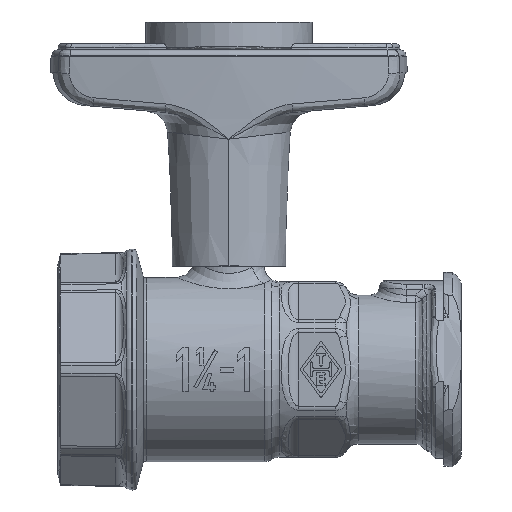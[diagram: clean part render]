
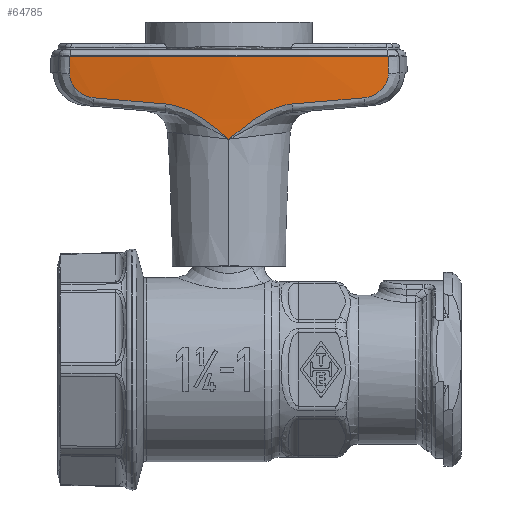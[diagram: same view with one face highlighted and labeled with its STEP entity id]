
A CAD part, top view. The second image highlights one B-rep face of the part: STEP entity #64785.
In plain terms, the highlighted conical face has half-angle 2 degrees and reference radius 199.618 mm.
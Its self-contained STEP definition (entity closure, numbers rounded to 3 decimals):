
#34945=CARTESIAN_POINT('',(0.,71.4,-185.35));
#34946=DIRECTION('',(0.,-1.,0.));
#34947=DIRECTION('',(0.182,0.,0.983));
#34948=AXIS2_PLACEMENT_3D('',#34945,#34946,#34947);
#34983=CARTESIAN_POINT('',(36.365,67.568,11.127));
#34984=CARTESIAN_POINT('',(36.359,67.991,11.143));
#34985=CARTESIAN_POINT('',(36.346,68.841,11.175));
#34986=CARTESIAN_POINT('',(36.327,70.118,11.224));
#34987=CARTESIAN_POINT('',(36.314,70.972,11.257));
#34988=CARTESIAN_POINT('',(36.307,71.4,11.274));
#35184=CARTESIAN_POINT('',(0.,52.517,
13.938));
#35228=CARTESIAN_POINT('',(0.,52.517,
13.938));
#35229=CARTESIAN_POINT('',(0.786,53.205,
13.962));
#35230=CARTESIAN_POINT('',(2.293,54.514,13.999));
#35231=CARTESIAN_POINT('',(4.425,56.21,14.022));
#35232=CARTESIAN_POINT('',(6.428,57.597,14.015));
#35233=CARTESIAN_POINT('',(8.293,58.672,13.983));
#35234=CARTESIAN_POINT('',(10.015,59.466,13.932));
#35235=CARTESIAN_POINT('',(11.611,60.026,13.864));
#35236=CARTESIAN_POINT('',(13.097,60.386,13.785));
#35237=CARTESIAN_POINT('',(14.031,60.515,13.724));
#35238=CARTESIAN_POINT('',(14.481,60.554,13.693));
#35262=CARTESIAN_POINT('',(30.875,61.974,11.866));
#35263=CARTESIAN_POINT('',(31.116,61.995,11.829));
#35264=CARTESIAN_POINT('',(31.61,62.071,11.754));
#35265=CARTESIAN_POINT('',(32.402,62.308,11.634));
#35266=CARTESIAN_POINT('',(33.195,62.668,11.514));
#35267=CARTESIAN_POINT('',(33.954,63.141,11.401));
#35268=CARTESIAN_POINT('',(34.632,63.702,11.303));
#35269=CARTESIAN_POINT('',(35.202,64.317,11.223));
#35270=CARTESIAN_POINT('',(35.654,64.96,11.165));
#35271=CARTESIAN_POINT('',(35.989,65.611,11.127));
#35272=CARTESIAN_POINT('',(36.216,66.259,11.108));
#35273=CARTESIAN_POINT('',(36.345,66.913,11.107));
#35274=CARTESIAN_POINT('',(36.369,67.349,11.118));
#35275=CARTESIAN_POINT('',(36.365,67.568,11.127));
#35520=CARTESIAN_POINT('',(30.875,61.974,11.866));
#35521=CARTESIAN_POINT('',(29.066,61.817,12.144));
#35522=CARTESIAN_POINT('',(25.438,61.503,12.65));
#35523=CARTESIAN_POINT('',(19.967,61.029,13.26));
#35524=CARTESIAN_POINT('',(16.311,60.713,13.565));
#35525=CARTESIAN_POINT('',(14.481,60.554,13.693));
#37895=CARTESIAN_POINT('',(-14.482,60.554,
13.693));
#37896=CARTESIAN_POINT('',(-14.031,60.515,
13.724));
#37897=CARTESIAN_POINT('',(-13.097,60.386,
13.785));
#37898=CARTESIAN_POINT('',(-11.611,60.026,
13.864));
#37899=CARTESIAN_POINT('',(-10.015,59.466,
13.932));
#37900=CARTESIAN_POINT('',(-8.294,58.672,
13.983));
#37901=CARTESIAN_POINT('',(-6.428,57.597,
14.015));
#37902=CARTESIAN_POINT('',(-4.425,56.211,
14.022));
#37903=CARTESIAN_POINT('',(-2.293,54.514,
13.999));
#37904=CARTESIAN_POINT('',(-0.786,53.205,
13.962));
#37905=CARTESIAN_POINT('',(0.,52.517,
13.938));
#37919=CARTESIAN_POINT('',(-30.875,61.974,
11.866));
#37920=CARTESIAN_POINT('',(-29.063,61.817,
12.144));
#37921=CARTESIAN_POINT('',(-25.432,61.502,
12.651));
#37922=CARTESIAN_POINT('',(-19.965,61.029,
13.26));
#37923=CARTESIAN_POINT('',(-16.31,60.712,
13.565));
#37924=CARTESIAN_POINT('',(-14.482,60.554,
13.693));
#37948=CARTESIAN_POINT('',(-30.875,61.974,
11.866));
#37949=CARTESIAN_POINT('',(-31.115,61.995,
11.829));
#37950=CARTESIAN_POINT('',(-31.608,62.071,
11.754));
#37951=CARTESIAN_POINT('',(-32.399,62.307,
11.634));
#37952=CARTESIAN_POINT('',(-33.191,62.666,
11.515));
#37953=CARTESIAN_POINT('',(-33.948,63.138,
11.402));
#37954=CARTESIAN_POINT('',(-34.626,63.697,
11.304));
#37955=CARTESIAN_POINT('',(-35.198,64.312,
11.224));
#37956=CARTESIAN_POINT('',(-35.651,64.954,
11.165));
#37957=CARTESIAN_POINT('',(-35.987,65.606,
11.127));
#37958=CARTESIAN_POINT('',(-36.215,66.253,
11.108));
#37959=CARTESIAN_POINT('',(-36.345,66.911,
11.107));
#37960=CARTESIAN_POINT('',(-36.369,67.348,
11.118));
#37961=CARTESIAN_POINT('',(-36.365,67.568,
11.127));
#38065=CARTESIAN_POINT('',(-36.307,71.4,11.274));
#38066=CARTESIAN_POINT('',(-36.314,70.972,
11.257));
#38067=CARTESIAN_POINT('',(-36.327,70.118,
11.224));
#38068=CARTESIAN_POINT('',(-36.346,68.841,
11.175));
#38069=CARTESIAN_POINT('',(-36.359,67.991,
11.143));
#38070=CARTESIAN_POINT('',(-36.365,67.568,
11.127));
#46734=VERTEX_POINT('',#35184);
#46738=VERTEX_POINT('',#35262);
#46739=VERTEX_POINT('',#35275);
#46741=VERTEX_POINT('',#35525);
#46756=VERTEX_POINT('',#37948);
#46757=VERTEX_POINT('',#37961);
#46759=VERTEX_POINT('',#37924);
#46823=CARTESIAN_POINT('',(36.307,71.4,11.274));
#46824=CARTESIAN_POINT('',(-36.307,71.4,11.274));
#46825=VERTEX_POINT('',#46823);
#46826=VERTEX_POINT('',#46824);
#64763=CARTESIAN_POINT('',(0.,61.959,-185.35));
#64764=DIRECTION('',(0.,1.,0.));
#64765=DIRECTION('',(0.,0.,-1.));
#64766=AXIS2_PLACEMENT_3D('',#64763,#64764,#64765);
#64767=CONICAL_SURFACE('',#64766,199.618,2.);
#64768=ORIENTED_EDGE('',*,*,#64199,.F.);
#64769=ORIENTED_EDGE('',*,*,#64267,.F.);
#64771=ORIENTED_EDGE('',*,*,#64770,.F.);
#64773=ORIENTED_EDGE('',*,*,#64772,.T.);
#64774=ORIENTED_EDGE('',*,*,#64756,.F.);
#64776=ORIENTED_EDGE('',*,*,#64775,.F.);
#64778=ORIENTED_EDGE('',*,*,#64777,.F.);
#64780=ORIENTED_EDGE('',*,*,#64779,.T.);
#64782=ORIENTED_EDGE('',*,*,#64781,.F.);
#64783=EDGE_LOOP('',(#64768,#64769,#64771,#64773,#64774,#64776,#64778,#64780,
#64782));
#64784=FACE_OUTER_BOUND('',#64783,.F.);
#64785=ADVANCED_FACE('',(#64784),#64767,.T.);
#34949=CIRCLE('',#34948,199.948);
#34989=B_SPLINE_CURVE_WITH_KNOTS('',3,(#34983,#34984,#34985,#34986,#34987,
#34988),.UNSPECIFIED.,.F.,.F.,(4,1,1,4),(0.,0.333,
0.667,1.),.UNSPECIFIED.);
#35239=B_SPLINE_CURVE_WITH_KNOTS('',3,(#35228,#35229,#35230,#35231,#35232,
#35233,#35234,#35235,#35236,#35237,#35238),.UNSPECIFIED.,.F.,.F.,(4,1,1,1,1,1,1,
1,4),(0.,0.125,0.25,0.375,0.5,0.625,0.75,0.875,1.),
.UNSPECIFIED.);
#35276=B_SPLINE_CURVE_WITH_KNOTS('',3,(#35262,#35263,#35264,#35265,#35266,
#35267,#35268,#35269,#35270,#35271,#35272,#35273,#35274,#35275),.UNSPECIFIED.,
.F.,.F.,(4,1,1,1,1,1,1,1,1,1,1,4),(0.,0.091,0.182,
0.273,0.364,0.455,0.545,
0.636,0.727,0.818,0.909,1.),
.UNSPECIFIED.);
#35526=B_SPLINE_CURVE_WITH_KNOTS('',3,(#35520,#35521,#35522,#35523,#35524,
#35525),.UNSPECIFIED.,.F.,.F.,(4,1,1,4),(0.,0.333,
0.667,1.),.UNSPECIFIED.);
#37906=B_SPLINE_CURVE_WITH_KNOTS('',3,(#37895,#37896,#37897,#37898,#37899,
#37900,#37901,#37902,#37903,#37904,#37905),.UNSPECIFIED.,.F.,.F.,(4,1,1,1,1,1,1,
1,4),(0.,0.125,0.25,0.375,0.5,0.625,0.75,0.875,1.),
.UNSPECIFIED.);
#37925=B_SPLINE_CURVE_WITH_KNOTS('',3,(#37919,#37920,#37921,#37922,#37923,
#37924),.UNSPECIFIED.,.F.,.F.,(4,1,1,4),(0.,0.333,
0.667,1.),.UNSPECIFIED.);
#37962=B_SPLINE_CURVE_WITH_KNOTS('',3,(#37948,#37949,#37950,#37951,#37952,
#37953,#37954,#37955,#37956,#37957,#37958,#37959,#37960,#37961),.UNSPECIFIED.,
.F.,.F.,(4,1,1,1,1,1,1,1,1,1,1,4),(0.,0.091,0.182,
0.273,0.364,0.455,0.545,
0.636,0.727,0.818,0.909,1.),
.UNSPECIFIED.);
#38071=B_SPLINE_CURVE_WITH_KNOTS('',3,(#38065,#38066,#38067,#38068,#38069,
#38070),.UNSPECIFIED.,.F.,.F.,(4,1,1,4),(0.,0.333,
0.667,1.),.UNSPECIFIED.);
#64199=EDGE_CURVE('',#46825,#46826,#34949,.T.);
#64267=EDGE_CURVE('',#46739,#46825,#34989,.T.);
#64756=EDGE_CURVE('',#46734,#46741,#35239,.T.);
#64770=EDGE_CURVE('',#46738,#46739,#35276,.T.);
#64772=EDGE_CURVE('',#46738,#46741,#35526,.T.);
#64775=EDGE_CURVE('',#46759,#46734,#37906,.T.);
#64777=EDGE_CURVE('',#46756,#46759,#37925,.T.);
#64779=EDGE_CURVE('',#46756,#46757,#37962,.T.);
#64781=EDGE_CURVE('',#46826,#46757,#38071,.T.);
